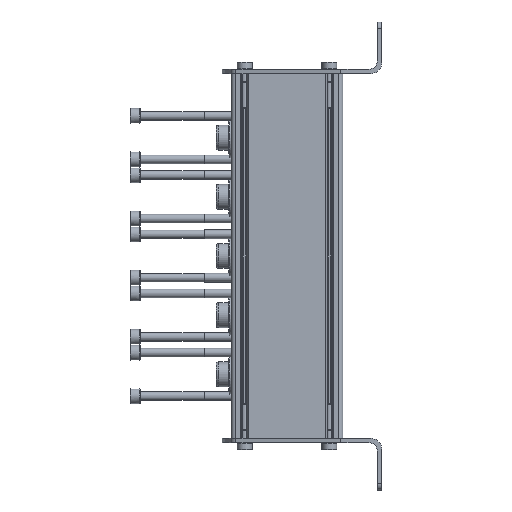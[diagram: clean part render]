
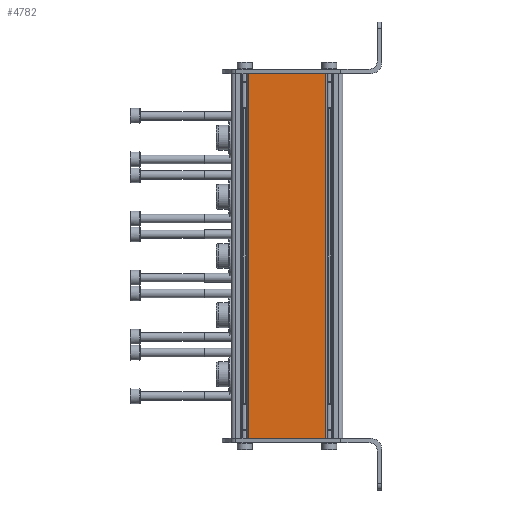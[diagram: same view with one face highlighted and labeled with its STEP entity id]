
A CAD part, left-side view. The second image highlights one B-rep face of the part: STEP entity #4782.
In plain terms, the highlighted planar face has unit normal (-1, 0, 0).
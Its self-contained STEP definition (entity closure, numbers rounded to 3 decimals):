
#328=LINE('',#7803,#658);
#329=LINE('',#7805,#659);
#330=LINE('',#7807,#660);
#331=LINE('',#7809,#661);
#658=VECTOR('',#6143,1000.);
#659=VECTOR('',#6146,1000.);
#660=VECTOR('',#6147,1000.);
#661=VECTOR('',#6148,1000.);
#892=PLANE('',#5240);
#1573=ORIENTED_EDGE('',*,*,#2804,.F.);
#1574=ORIENTED_EDGE('',*,*,#2803,.F.);
#1575=ORIENTED_EDGE('',*,*,#2805,.T.);
#1576=ORIENTED_EDGE('',*,*,#2806,.T.);
#2803=EDGE_CURVE('',#3386,#3385,#328,.T.);
#2804=EDGE_CURVE('',#3385,#3387,#329,.T.);
#2805=EDGE_CURVE('',#3386,#3388,#330,.T.);
#2806=EDGE_CURVE('',#3388,#3387,#331,.T.);
#3385=VERTEX_POINT('',#7800);
#3386=VERTEX_POINT('',#7802);
#3387=VERTEX_POINT('',#7806);
#3388=VERTEX_POINT('',#7808);
#3818=EDGE_LOOP('',(#1573,#1574,#1575,#1576));
#4246=FACE_BOUND('',#3818,.T.);
#4782=ADVANCED_FACE('',(#4246),#892,.T.);
#5240=AXIS2_PLACEMENT_3D('',#7804,#6144,#6145);
#6143=DIRECTION('',(0.,0.,1.));
#6144=DIRECTION('',(-1.,0.,0.));
#6145=DIRECTION('',(0.,0.,1.));
#6146=DIRECTION('',(0.,-1.,0.));
#6147=DIRECTION('',(0.,-1.,0.));
#6148=DIRECTION('',(0.,0.,1.));
#7800=CARTESIAN_POINT('',(-14.35,17.679,0.));
#7802=CARTESIAN_POINT('',(-14.35,17.679,-169.5));
#7803=CARTESIAN_POINT('',(-14.35,17.679,-169.5));
#7804=CARTESIAN_POINT('',(-14.35,17.679,-169.5));
#7805=CARTESIAN_POINT('',(-14.35,17.679,0.));
#7806=CARTESIAN_POINT('',(-14.35,-17.679,0.));
#7807=CARTESIAN_POINT('',(-14.35,17.679,-169.5));
#7808=CARTESIAN_POINT('',(-14.35,-17.679,-169.5));
#7809=CARTESIAN_POINT('',(-14.35,-17.679,-169.5));
